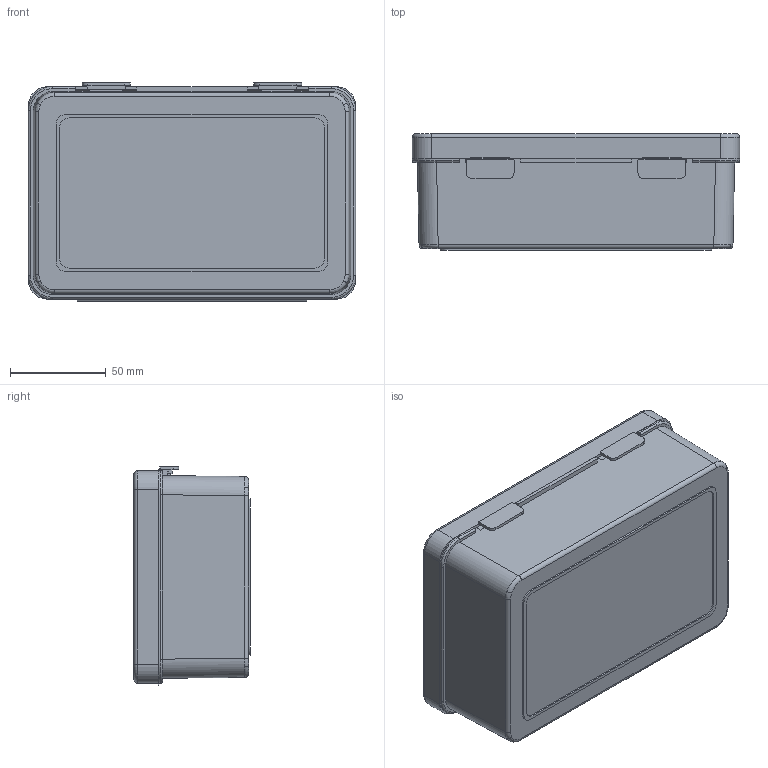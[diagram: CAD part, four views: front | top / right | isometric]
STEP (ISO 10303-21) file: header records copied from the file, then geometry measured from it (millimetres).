
FILE_DESCRIPTION (( 'STEP AP214' ), '1' );
FILE_NAME ('B142 Êîðîáêà ïëàñòèêîâàÿ, 170x110x60 ìì.STEP', '2020-04-06T13:11:10', ( '' ), ( '' ), 'SwSTEP 2.0', 'SolidWorks 2020', '' );
FILE_SCHEMA (( 'AUTOMOTIVE_DESIGN' ));
Length unit declared in the file: millimetre
Products named in the file (4): B142 Çàùåëêà; B142 Åìêîñòü; B142 Êîðîáêà ïëàñòèêîâàÿ, 170x110x60 ìì; B142 Êðûøêà
Assembly tree (4 placements, depth 2):
  B142 Êîðîáêà ïëàñòèêîâàÿ, 170x110x60 ìì
    B142 Åìêîñòü
    B142 Êðûøêà
    B142 Çàùåëêà  x2
Bounding box: 171 x 60.8 x 114 mm (x, y, z)
Volume: 100430.6 mm3; surface area: 143562.9 mm2
Topology: 6 solids, 6 shells, 253 faces, 635 edges, 406 vertices
Faces by surface type: plane 142, cylinder 63, bspline 32, torus 16
Entity records: 7892 total; most frequent: CARTESIAN_POINT 2340, ORIENTED_EDGE 1168, DIRECTION 1074, EDGE_CURVE 584, LINE 374, VECTOR 374, VERTEX_POINT 372, AXIS2_PLACEMENT_3D 350
